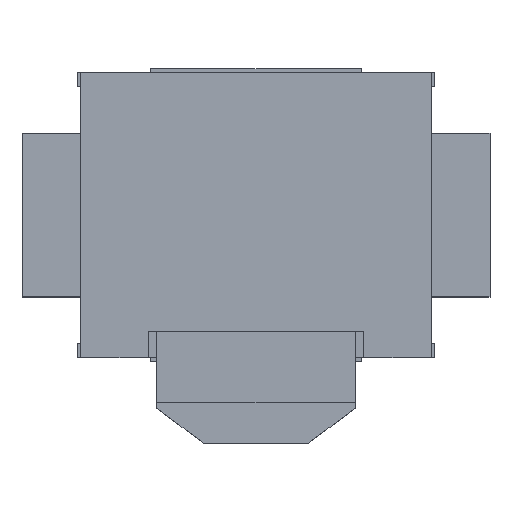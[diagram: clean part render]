
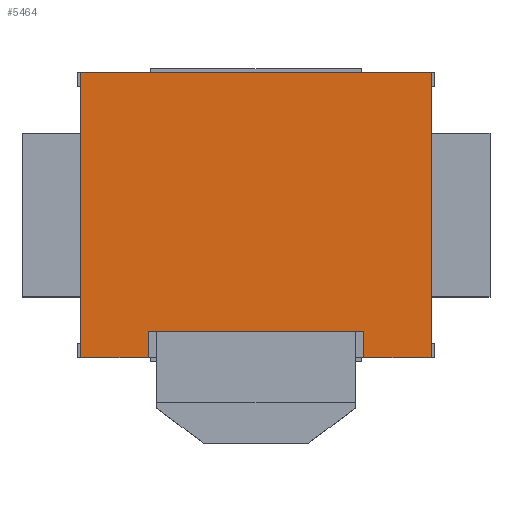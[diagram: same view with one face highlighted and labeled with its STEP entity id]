
A CAD part, top view. The second image highlights one B-rep face of the part: STEP entity #5464.
In plain terms, the highlighted planar face has unit normal (0, 0, 1).
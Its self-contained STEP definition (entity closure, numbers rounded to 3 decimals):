
#1417 = PLANE('',#1418);
#1418 = AXIS2_PLACEMENT_3D('',#1419,#1420,#1421);
#1419 = CARTESIAN_POINT('',(1.5,1.22,1.2));
#1420 = DIRECTION('',(0.,-1.,0.));
#1421 = DIRECTION('',(1.,0.,0.));
#2394 = PLANE('',#2395);
#2395 = AXIS2_PLACEMENT_3D('',#2396,#2397,#2398);
#2396 = CARTESIAN_POINT('',(-1.5,-1.22,1.2));
#2397 = DIRECTION('',(0.,1.,0.));
#2398 = DIRECTION('',(-1.,0.,0.));
#3603 = VERTEX_POINT('',#3604);
#3604 = CARTESIAN_POINT('',(-1.5,1.22,1.2));
#3620 = PLANE('',#3621);
#3621 = AXIS2_PLACEMENT_3D('',#3622,#3623,#3624);
#3622 = CARTESIAN_POINT('',(-1.5,1.22,1.2));
#3623 = DIRECTION('',(1.,0.,0.));
#3624 = DIRECTION('',(0.,1.,0.));
#3632 = EDGE_CURVE('',#3633,#3603,#3635,.T.);
#3633 = VERTEX_POINT('',#3634);
#3634 = CARTESIAN_POINT('',(1.5,1.22,1.2));
#3635 = SURFACE_CURVE('',#3636,(#3640,#3647),.PCURVE_S1.);
#3636 = LINE('',#3637,#3638);
#3637 = CARTESIAN_POINT('',(1.5,1.22,1.2));
#3638 = VECTOR('',#3639,1.);
#3639 = DIRECTION('',(-1.,0.,0.));
#3640 = PCURVE('',#1417,#3641);
#3641 = DEFINITIONAL_REPRESENTATION('',(#3642),#3646);
#3642 = LINE('',#3643,#3644);
#3643 = CARTESIAN_POINT('',(0.,0.));
#3644 = VECTOR('',#3645,1.);
#3645 = DIRECTION('',(-1.,0.));
#3646 = ( GEOMETRIC_REPRESENTATION_CONTEXT(2) 
PARAMETRIC_REPRESENTATION_CONTEXT() REPRESENTATION_CONTEXT('2D SPACE',''
  ) );
#3647 = PCURVE('',#3648,#3653);
#3648 = PLANE('',#3649);
#3649 = AXIS2_PLACEMENT_3D('',#3650,#3651,#3652);
#3650 = CARTESIAN_POINT('',(1.5,1.22,1.2));
#3651 = DIRECTION('',(0.,0.,1.));
#3652 = DIRECTION('',(0.,1.,0.));
#3653 = DEFINITIONAL_REPRESENTATION('',(#3654),#3658);
#3654 = LINE('',#3655,#3656);
#3655 = CARTESIAN_POINT('',(0.,0.));
#3656 = VECTOR('',#3657,1.);
#3657 = DIRECTION('',(0.,1.));
#3658 = ( GEOMETRIC_REPRESENTATION_CONTEXT(2) 
PARAMETRIC_REPRESENTATION_CONTEXT() REPRESENTATION_CONTEXT('2D SPACE',''
  ) );
#3676 = PLANE('',#3677);
#3677 = AXIS2_PLACEMENT_3D('',#3678,#3679,#3680);
#3678 = CARTESIAN_POINT('',(1.5,-1.22,1.2));
#3679 = DIRECTION('',(-1.,0.,0.));
#3680 = DIRECTION('',(0.,-1.,0.));
#4744 = VERTEX_POINT('',#4745);
#4745 = CARTESIAN_POINT('',(-0.92,-1.22,1.2));
#4759 = PLANE('',#4760);
#4760 = AXIS2_PLACEMENT_3D('',#4761,#4762,#4763);
#4761 = CARTESIAN_POINT('',(-0.92,-1.22,0.58));
#4762 = DIRECTION('',(-1.,0.,0.));
#4763 = DIRECTION('',(0.,-1.,0.));
#4771 = EDGE_CURVE('',#4772,#4744,#4774,.T.);
#4772 = VERTEX_POINT('',#4773);
#4773 = CARTESIAN_POINT('',(-1.5,-1.22,1.2));
#4774 = SURFACE_CURVE('',#4775,(#4779,#4786),.PCURVE_S1.);
#4775 = LINE('',#4776,#4777);
#4776 = CARTESIAN_POINT('',(-1.5,-1.22,1.2));
#4777 = VECTOR('',#4778,1.);
#4778 = DIRECTION('',(1.,0.,0.));
#4779 = PCURVE('',#2394,#4780);
#4780 = DEFINITIONAL_REPRESENTATION('',(#4781),#4785);
#4781 = LINE('',#4782,#4783);
#4782 = CARTESIAN_POINT('',(0.,0.));
#4783 = VECTOR('',#4784,1.);
#4784 = DIRECTION('',(-1.,0.));
#4785 = ( GEOMETRIC_REPRESENTATION_CONTEXT(2) 
PARAMETRIC_REPRESENTATION_CONTEXT() REPRESENTATION_CONTEXT('2D SPACE',''
  ) );
#4786 = PCURVE('',#3648,#4787);
#4787 = DEFINITIONAL_REPRESENTATION('',(#4788),#4792);
#4788 = LINE('',#4789,#4790);
#4789 = CARTESIAN_POINT('',(-2.44,3.));
#4790 = VECTOR('',#4791,1.);
#4791 = DIRECTION('',(0.,-1.));
#4792 = ( GEOMETRIC_REPRESENTATION_CONTEXT(2) 
PARAMETRIC_REPRESENTATION_CONTEXT() REPRESENTATION_CONTEXT('2D SPACE',''
  ) );
#4957 = VERTEX_POINT('',#4958);
#4958 = CARTESIAN_POINT('',(1.5,-1.22,1.2));
#4979 = EDGE_CURVE('',#4980,#4957,#4982,.T.);
#4980 = VERTEX_POINT('',#4981);
#4981 = CARTESIAN_POINT('',(0.92,-1.22,1.2));
#4982 = SURFACE_CURVE('',#4983,(#4987,#4994),.PCURVE_S1.);
#4983 = LINE('',#4984,#4985);
#4984 = CARTESIAN_POINT('',(-1.5,-1.22,1.2));
#4985 = VECTOR('',#4986,1.);
#4986 = DIRECTION('',(1.,0.,0.));
#4987 = PCURVE('',#2394,#4988);
#4988 = DEFINITIONAL_REPRESENTATION('',(#4989),#4993);
#4989 = LINE('',#4990,#4991);
#4990 = CARTESIAN_POINT('',(0.,0.));
#4991 = VECTOR('',#4992,1.);
#4992 = DIRECTION('',(-1.,0.));
#4993 = ( GEOMETRIC_REPRESENTATION_CONTEXT(2) 
PARAMETRIC_REPRESENTATION_CONTEXT() REPRESENTATION_CONTEXT('2D SPACE',''
  ) );
#4994 = PCURVE('',#3648,#4995);
#4995 = DEFINITIONAL_REPRESENTATION('',(#4996),#5000);
#4996 = LINE('',#4997,#4998);
#4997 = CARTESIAN_POINT('',(-2.44,3.));
#4998 = VECTOR('',#4999,1.);
#4999 = DIRECTION('',(0.,-1.));
#5000 = ( GEOMETRIC_REPRESENTATION_CONTEXT(2) 
PARAMETRIC_REPRESENTATION_CONTEXT() REPRESENTATION_CONTEXT('2D SPACE',''
  ) );
#5016 = PLANE('',#5017);
#5017 = AXIS2_PLACEMENT_3D('',#5018,#5019,#5020);
#5018 = CARTESIAN_POINT('',(0.92,-1.22,0.58));
#5019 = DIRECTION('',(1.,0.,0.));
#5020 = DIRECTION('',(0.,1.,0.));
#5464 = ADVANCED_FACE('',(#5465),#3648,.T.);
#5465 = FACE_BOUND('',#5466,.T.);
#5466 = EDGE_LOOP('',(#5467,#5490,#5491,#5512,#5513,#5534,#5535,#5558));
#5467 = ORIENTED_EDGE('',*,*,#5468,.F.);
#5468 = EDGE_CURVE('',#4980,#5469,#5471,.T.);
#5469 = VERTEX_POINT('',#5470);
#5470 = CARTESIAN_POINT('',(0.92,-1.,1.2));
#5471 = SURFACE_CURVE('',#5472,(#5476,#5483),.PCURVE_S1.);
#5472 = LINE('',#5473,#5474);
#5473 = CARTESIAN_POINT('',(0.92,-1.22,1.2));
#5474 = VECTOR('',#5475,1.);
#5475 = DIRECTION('',(0.,1.,0.));
#5476 = PCURVE('',#3648,#5477);
#5477 = DEFINITIONAL_REPRESENTATION('',(#5478),#5482);
#5478 = LINE('',#5479,#5480);
#5479 = CARTESIAN_POINT('',(-2.44,0.58));
#5480 = VECTOR('',#5481,1.);
#5481 = DIRECTION('',(1.,0.));
#5482 = ( GEOMETRIC_REPRESENTATION_CONTEXT(2) 
PARAMETRIC_REPRESENTATION_CONTEXT() REPRESENTATION_CONTEXT('2D SPACE',''
  ) );
#5483 = PCURVE('',#5016,#5484);
#5484 = DEFINITIONAL_REPRESENTATION('',(#5485),#5489);
#5485 = LINE('',#5486,#5487);
#5486 = CARTESIAN_POINT('',(0.,0.62));
#5487 = VECTOR('',#5488,1.);
#5488 = DIRECTION('',(1.,0.));
#5489 = ( GEOMETRIC_REPRESENTATION_CONTEXT(2) 
PARAMETRIC_REPRESENTATION_CONTEXT() REPRESENTATION_CONTEXT('2D SPACE',''
  ) );
#5490 = ORIENTED_EDGE('',*,*,#4979,.T.);
#5491 = ORIENTED_EDGE('',*,*,#5492,.T.);
#5492 = EDGE_CURVE('',#4957,#3633,#5493,.T.);
#5493 = SURFACE_CURVE('',#5494,(#5498,#5505),.PCURVE_S1.);
#5494 = LINE('',#5495,#5496);
#5495 = CARTESIAN_POINT('',(1.5,-1.22,1.2));
#5496 = VECTOR('',#5497,1.);
#5497 = DIRECTION('',(0.,1.,0.));
#5498 = PCURVE('',#3648,#5499);
#5499 = DEFINITIONAL_REPRESENTATION('',(#5500),#5504);
#5500 = LINE('',#5501,#5502);
#5501 = CARTESIAN_POINT('',(-2.44,0.));
#5502 = VECTOR('',#5503,1.);
#5503 = DIRECTION('',(1.,0.));
#5504 = ( GEOMETRIC_REPRESENTATION_CONTEXT(2) 
PARAMETRIC_REPRESENTATION_CONTEXT() REPRESENTATION_CONTEXT('2D SPACE',''
  ) );
#5505 = PCURVE('',#3676,#5506);
#5506 = DEFINITIONAL_REPRESENTATION('',(#5507),#5511);
#5507 = LINE('',#5508,#5509);
#5508 = CARTESIAN_POINT('',(0.,0.));
#5509 = VECTOR('',#5510,1.);
#5510 = DIRECTION('',(-1.,0.));
#5511 = ( GEOMETRIC_REPRESENTATION_CONTEXT(2) 
PARAMETRIC_REPRESENTATION_CONTEXT() REPRESENTATION_CONTEXT('2D SPACE',''
  ) );
#5512 = ORIENTED_EDGE('',*,*,#3632,.T.);
#5513 = ORIENTED_EDGE('',*,*,#5514,.T.);
#5514 = EDGE_CURVE('',#3603,#4772,#5515,.T.);
#5515 = SURFACE_CURVE('',#5516,(#5520,#5527),.PCURVE_S1.);
#5516 = LINE('',#5517,#5518);
#5517 = CARTESIAN_POINT('',(-1.5,1.22,1.2));
#5518 = VECTOR('',#5519,1.);
#5519 = DIRECTION('',(0.,-1.,0.));
#5520 = PCURVE('',#3648,#5521);
#5521 = DEFINITIONAL_REPRESENTATION('',(#5522),#5526);
#5522 = LINE('',#5523,#5524);
#5523 = CARTESIAN_POINT('',(0.,3.));
#5524 = VECTOR('',#5525,1.);
#5525 = DIRECTION('',(-1.,0.));
#5526 = ( GEOMETRIC_REPRESENTATION_CONTEXT(2) 
PARAMETRIC_REPRESENTATION_CONTEXT() REPRESENTATION_CONTEXT('2D SPACE',''
  ) );
#5527 = PCURVE('',#3620,#5528);
#5528 = DEFINITIONAL_REPRESENTATION('',(#5529),#5533);
#5529 = LINE('',#5530,#5531);
#5530 = CARTESIAN_POINT('',(0.,0.));
#5531 = VECTOR('',#5532,1.);
#5532 = DIRECTION('',(-1.,0.));
#5533 = ( GEOMETRIC_REPRESENTATION_CONTEXT(2) 
PARAMETRIC_REPRESENTATION_CONTEXT() REPRESENTATION_CONTEXT('2D SPACE',''
  ) );
#5534 = ORIENTED_EDGE('',*,*,#4771,.T.);
#5535 = ORIENTED_EDGE('',*,*,#5536,.F.);
#5536 = EDGE_CURVE('',#5537,#4744,#5539,.T.);
#5537 = VERTEX_POINT('',#5538);
#5538 = CARTESIAN_POINT('',(-0.92,-1.,1.2));
#5539 = SURFACE_CURVE('',#5540,(#5544,#5551),.PCURVE_S1.);
#5540 = LINE('',#5541,#5542);
#5541 = CARTESIAN_POINT('',(-0.92,-1.22,1.2));
#5542 = VECTOR('',#5543,1.);
#5543 = DIRECTION('',(0.,-1.,0.));
#5544 = PCURVE('',#3648,#5545);
#5545 = DEFINITIONAL_REPRESENTATION('',(#5546),#5550);
#5546 = LINE('',#5547,#5548);
#5547 = CARTESIAN_POINT('',(-2.44,2.42));
#5548 = VECTOR('',#5549,1.);
#5549 = DIRECTION('',(-1.,0.));
#5550 = ( GEOMETRIC_REPRESENTATION_CONTEXT(2) 
PARAMETRIC_REPRESENTATION_CONTEXT() REPRESENTATION_CONTEXT('2D SPACE',''
  ) );
#5551 = PCURVE('',#4759,#5552);
#5552 = DEFINITIONAL_REPRESENTATION('',(#5553),#5557);
#5553 = LINE('',#5554,#5555);
#5554 = CARTESIAN_POINT('',(0.,0.62));
#5555 = VECTOR('',#5556,1.);
#5556 = DIRECTION('',(1.,0.));
#5557 = ( GEOMETRIC_REPRESENTATION_CONTEXT(2) 
PARAMETRIC_REPRESENTATION_CONTEXT() REPRESENTATION_CONTEXT('2D SPACE',''
  ) );
#5558 = ORIENTED_EDGE('',*,*,#5559,.F.);
#5559 = EDGE_CURVE('',#5469,#5537,#5560,.T.);
#5560 = SURFACE_CURVE('',#5561,(#5565,#5572),.PCURVE_S1.);
#5561 = LINE('',#5562,#5563);
#5562 = CARTESIAN_POINT('',(0.92,-1.,1.2));
#5563 = VECTOR('',#5564,1.);
#5564 = DIRECTION('',(-1.,0.,0.));
#5565 = PCURVE('',#3648,#5566);
#5566 = DEFINITIONAL_REPRESENTATION('',(#5567),#5571);
#5567 = LINE('',#5568,#5569);
#5568 = CARTESIAN_POINT('',(-2.22,0.58));
#5569 = VECTOR('',#5570,1.);
#5570 = DIRECTION('',(0.,1.));
#5571 = ( GEOMETRIC_REPRESENTATION_CONTEXT(2) 
PARAMETRIC_REPRESENTATION_CONTEXT() REPRESENTATION_CONTEXT('2D SPACE',''
  ) );
#5572 = PCURVE('',#5573,#5578);
#5573 = PLANE('',#5574);
#5574 = AXIS2_PLACEMENT_3D('',#5575,#5576,#5577);
#5575 = CARTESIAN_POINT('',(0.92,-1.,0.58));
#5576 = DIRECTION('',(0.,1.,0.));
#5577 = DIRECTION('',(-1.,0.,0.));
#5578 = DEFINITIONAL_REPRESENTATION('',(#5579),#5583);
#5579 = LINE('',#5580,#5581);
#5580 = CARTESIAN_POINT('',(0.,0.62));
#5581 = VECTOR('',#5582,1.);
#5582 = DIRECTION('',(1.,0.));
#5583 = ( GEOMETRIC_REPRESENTATION_CONTEXT(2) 
PARAMETRIC_REPRESENTATION_CONTEXT() REPRESENTATION_CONTEXT('2D SPACE',''
  ) );
